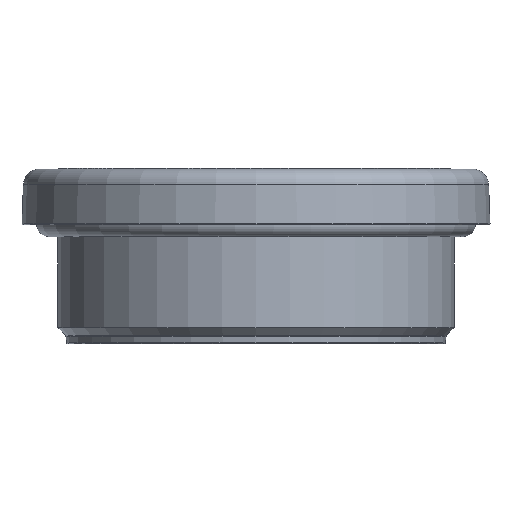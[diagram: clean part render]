
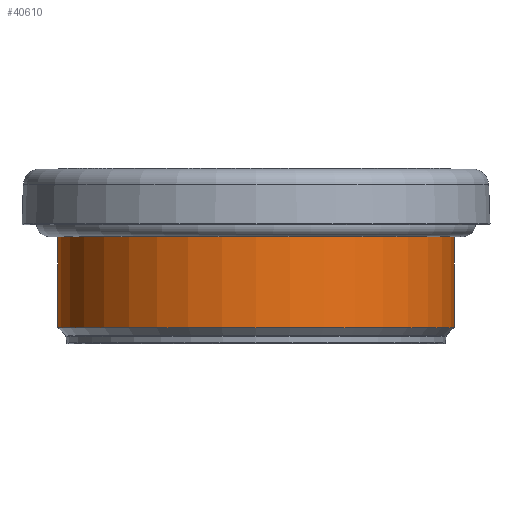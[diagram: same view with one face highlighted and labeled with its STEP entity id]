
A CAD part, front view. The second image highlights one B-rep face of the part: STEP entity #40610.
In plain terms, the highlighted cylindrical face has radius 24.984 mm (diameter 49.968 mm), a full revolution.
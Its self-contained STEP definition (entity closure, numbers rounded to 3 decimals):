
#59=CYLINDRICAL_SURFACE('',#41910,24.984);
#136=CIRCLE('',#41880,24.984);
#137=CIRCLE('',#41881,24.984);
#156=CIRCLE('',#41908,24.984);
#157=CIRCLE('',#41909,24.984);
#5014=FACE_OUTER_BOUND('',#7251,.T.);
#7251=EDGE_LOOP('',(#35348,#35349,#35350,#35351,#35352,#35353));
#11021=LINE('',#71245,#14790);
#14790=VECTOR('',#48240,24.984);
#18506=VERTEX_POINT('',#71194);
#18507=VERTEX_POINT('',#71196);
#18522=VERTEX_POINT('',#71240);
#18523=VERTEX_POINT('',#71241);
#24110=EDGE_CURVE('',#18506,#18507,#136,.T.);
#24111=EDGE_CURVE('',#18507,#18506,#137,.T.);
#24131=EDGE_CURVE('',#18522,#18523,#156,.T.);
#24132=EDGE_CURVE('',#18523,#18522,#157,.T.);
#24133=EDGE_CURVE('',#18506,#18523,#11021,.T.);
#35348=ORIENTED_EDGE('',*,*,#24111,.F.);
#35349=ORIENTED_EDGE('',*,*,#24110,.F.);
#35350=ORIENTED_EDGE('',*,*,#24133,.T.);
#35351=ORIENTED_EDGE('',*,*,#24132,.T.);
#35352=ORIENTED_EDGE('',*,*,#24131,.T.);
#35353=ORIENTED_EDGE('',*,*,#24133,.F.);
#40610=ADVANCED_FACE('',(#5014),#59,.T.);
#41880=AXIS2_PLACEMENT_3D('',#71197,#48177,#48178);
#41881=AXIS2_PLACEMENT_3D('',#71198,#48179,#48180);
#41908=AXIS2_PLACEMENT_3D('',#71242,#48234,#48235);
#41909=AXIS2_PLACEMENT_3D('',#71243,#48236,#48237);
#41910=AXIS2_PLACEMENT_3D('',#71244,#48238,#48239);
#48177=DIRECTION('center_axis',(0.,0.,-1.));
#48178=DIRECTION('ref_axis',(1.,0.,0.));
#48179=DIRECTION('center_axis',(0.,0.,-1.));
#48180=DIRECTION('ref_axis',(1.,0.,0.));
#48234=DIRECTION('center_axis',(0.,0.,-1.));
#48235=DIRECTION('ref_axis',(1.,0.,0.));
#48236=DIRECTION('center_axis',(0.,0.,-1.));
#48237=DIRECTION('ref_axis',(1.,0.,0.));
#48238=DIRECTION('center_axis',(0.,0.,-1.));
#48239=DIRECTION('ref_axis',(0.,1.,0.));
#48240=DIRECTION('',(0.,0.,1.));
#71194=CARTESIAN_POINT('',(0.,-24.984,-9.471));
#71196=CARTESIAN_POINT('',(0.,24.984,-9.471));
#71197=CARTESIAN_POINT('Origin',(0.,0.,-9.471));
#71198=CARTESIAN_POINT('Origin',(0.,0.,-9.471));
#71240=CARTESIAN_POINT('',(0.,24.984,3.5));
#71241=CARTESIAN_POINT('',(0.,-24.984,3.5));
#71242=CARTESIAN_POINT('Origin',(0.,0.,3.5));
#71243=CARTESIAN_POINT('Origin',(0.,0.,3.5));
#71244=CARTESIAN_POINT('Origin',(0.,0.,-2.985));
#71245=CARTESIAN_POINT('',(0.,-24.984,-2.985));
